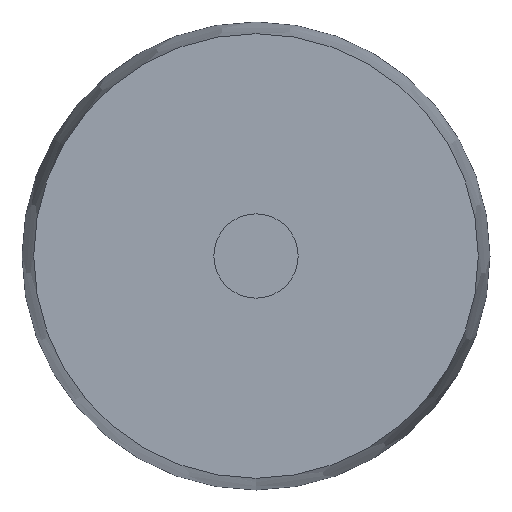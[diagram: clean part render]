
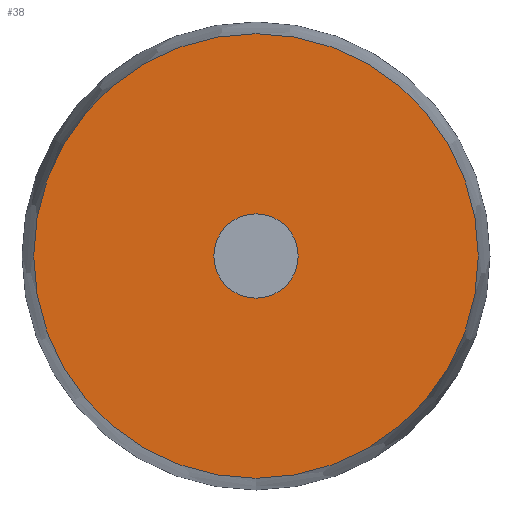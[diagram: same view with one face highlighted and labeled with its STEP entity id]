
A CAD part, front view. The second image highlights one B-rep face of the part: STEP entity #38.
In plain terms, the highlighted planar face has unit normal (0, -1, 0).
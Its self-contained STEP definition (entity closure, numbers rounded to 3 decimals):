
#38 = ADVANCED_FACE( '', ( #74, #75 ), #76, .F. );
#74 = FACE_BOUND( '', #103, .T. );
#75 = FACE_OUTER_BOUND( '', #104, .T. );
#76 = PLANE( '', #105 );
#103 = EDGE_LOOP( '', ( #134 ) );
#104 = EDGE_LOOP( '', ( #135 ) );
#105 = AXIS2_PLACEMENT_3D( '', #136, #137, #138 );
#134 = ORIENTED_EDGE( '', *, *, #149, .F. );
#135 = ORIENTED_EDGE( '', *, *, #151, .T. );
#136 = CARTESIAN_POINT( '', ( 9.5, 2.2, 0. ) );
#137 = DIRECTION( '', ( 0., 1., 0. ) );
#138 = DIRECTION( '', ( 0., 0., 1. ) );
#149 = EDGE_CURVE( '', #163, #163, #164, .T. );
#151 = EDGE_CURVE( '', #166, #166, #167, .T. );
#163 = VERTEX_POINT( '', #179 );
#164 = CIRCLE( '', #180, 1.8 );
#166 = VERTEX_POINT( '', #182 );
#167 = CIRCLE( '', #183, 9.5 );
#179 = CARTESIAN_POINT( '', ( 0., 2.2, -1.8 ) );
#180 = AXIS2_PLACEMENT_3D( '', #196, #197, #198 );
#182 = CARTESIAN_POINT( '', ( 0., 2.2, -9.5 ) );
#183 = AXIS2_PLACEMENT_3D( '', #199, #200, #201 );
#196 = CARTESIAN_POINT( '', ( 0., 2.2, 0. ) );
#197 = DIRECTION( '', ( 0., -1., 0. ) );
#198 = DIRECTION( '', ( 0., 0., -1. ) );
#199 = CARTESIAN_POINT( '', ( 0., 2.2, 0. ) );
#200 = DIRECTION( '', ( 0., -1., 0. ) );
#201 = DIRECTION( '', ( 0., 0., -1. ) );
